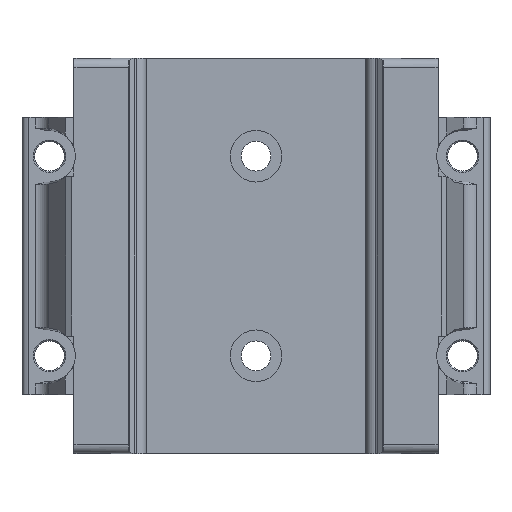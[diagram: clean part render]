
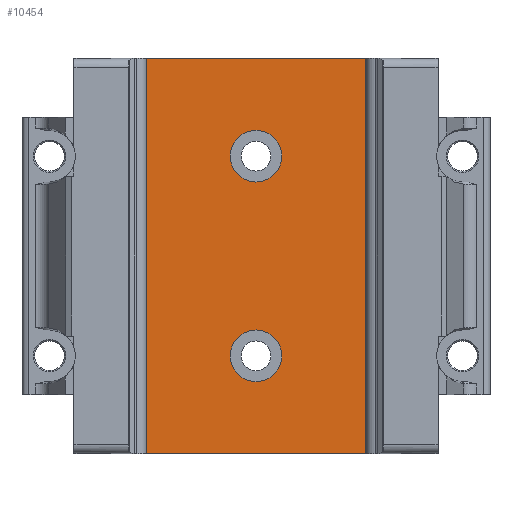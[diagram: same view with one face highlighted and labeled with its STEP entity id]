
A CAD part, front view. The second image highlights one B-rep face of the part: STEP entity #10454.
In plain terms, the highlighted planar face has unit normal (0, -1, 0).
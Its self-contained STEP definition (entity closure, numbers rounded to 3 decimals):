
#165 = EDGE_CURVE ( 'NONE', #2651, #2639, #18046, .T. ) ;
#331 = AXIS2_PLACEMENT_3D ( 'NONE', #7637, #7645, #7628 ) ;
#395 = AXIS2_PLACEMENT_3D ( 'NONE', #10731, #10748, #10750 ) ;
#404 = AXIS2_PLACEMENT_3D ( 'NONE', #10691, #10693, #10695 ) ;
#408 = AXIS2_PLACEMENT_3D ( 'NONE', #10956, #10933, #10940 ) ;
#617 = AXIS2_PLACEMENT_3D ( 'NONE', #8574, #8563, #8559 ) ;
#2466 = VERTEX_POINT ( 'NONE', #3361 ) ;
#2473 = VERTEX_POINT ( 'NONE', #3370 ) ;
#2639 = VERTEX_POINT ( 'NONE', #4010 ) ;
#2651 = VERTEX_POINT ( 'NONE', #3996 ) ;
#2659 = VERTEX_POINT ( 'NONE', #3953 ) ;
#2664 = VERTEX_POINT ( 'NONE', #3971 ) ;
#3124 = EDGE_CURVE ( 'NONE', #7827, #2466, #16935, .T. ) ;
#3186 = EDGE_CURVE ( 'NONE', #7807, #2473, #17011, .T. ) ;
#3188 = EDGE_CURVE ( 'NONE', #2664, #2659, #17005, .T. ) ;
#3205 = EDGE_CURVE ( 'NONE', #2639, #2651, #16498, .T. ) ;
#3361 = CARTESIAN_POINT ( 'NONE',  ( 17.102, 9.4, 48.85 ) ) ;
#3370 = CARTESIAN_POINT ( 'NONE',  ( -17.098, 9.4, 48.85 ) ) ;
#3523 = LINE ( 'NONE', #17139, #3529 ) ;
#3529 = VECTOR ( 'NONE', #17140, 1000. ) ;
#3771 = FACE_BOUND ( 'NONE', #15420, .T. ) ;
#3814 = FACE_BOUND ( 'NONE', #15421, .T. ) ;
#3816 = FACE_OUTER_BOUND ( 'NONE', #15425, .T. ) ;
#3929 = LINE ( 'NONE', #6047, #3947 ) ;
#3947 = VECTOR ( 'NONE', #6112, 1000. ) ;
#3953 = CARTESIAN_POINT ( 'NONE',  ( 0., 9.4, 9.4 ) ) ;
#3971 = CARTESIAN_POINT ( 'NONE',  ( 0., 9.4, 1.9 ) ) ;
#3996 = CARTESIAN_POINT ( 'NONE',  ( 0., 9.4, 38.4 ) ) ;
#4010 = CARTESIAN_POINT ( 'NONE',  ( 0., 9.4, 30.9 ) ) ;
#6036 = EDGE_CURVE ( 'NONE', #2659, #2664, #16494, .T. ) ;
#6047 = CARTESIAN_POINT ( 'NONE',  ( -17.098, 9.4, 48.85 ) ) ;
#6112 = DIRECTION ( 'NONE',  ( -1., 0., 0. ) ) ;
#7628 = DIRECTION ( 'NONE',  ( 0., 0., -1. ) ) ;
#7637 = CARTESIAN_POINT ( 'NONE',  ( 0., 9.4, 34.65 ) ) ;
#7645 = DIRECTION ( 'NONE',  ( 0., -1., 0. ) ) ;
#7807 = VERTEX_POINT ( 'NONE', #10800 ) ;
#7827 = VERTEX_POINT ( 'NONE', #10781 ) ;
#8559 = DIRECTION ( 'NONE',  ( 0., 0., 1. ) ) ;
#8563 = DIRECTION ( 'NONE',  ( 0., 1., 0. ) ) ;
#8574 = CARTESIAN_POINT ( 'NONE',  ( -17.098, 9.4, -8.6 ) ) ;
#8585 = PLANE ( 'NONE',  #617 ) ;
#10215 = EDGE_CURVE ( 'NONE', #7807, #7827, #3523, .T. ) ;
#10454 = ADVANCED_FACE ( 'NONE', ( #3814, #3771, #3816 ), #8585, .F. ) ;
#10561 = EDGE_CURVE ( 'NONE', #2466, #2473, #3929, .T. ) ;
#10691 = CARTESIAN_POINT ( 'NONE',  ( 0., 9.4, 34.65 ) ) ;
#10693 = DIRECTION ( 'NONE',  ( 0., -1., 0. ) ) ;
#10695 = DIRECTION ( 'NONE',  ( 0., 0., -1. ) ) ;
#10731 = CARTESIAN_POINT ( 'NONE',  ( 0., 9.4, 5.65 ) ) ;
#10748 = DIRECTION ( 'NONE',  ( 0., -1., 0. ) ) ;
#10750 = DIRECTION ( 'NONE',  ( 0., 0., -1. ) ) ;
#10781 = CARTESIAN_POINT ( 'NONE',  ( 17.102, 9.4, -8.55 ) ) ;
#10800 = CARTESIAN_POINT ( 'NONE',  ( -17.098, 9.4, -8.55 ) ) ;
#10929 = CARTESIAN_POINT ( 'NONE',  ( -17.098, 9.4, -8.6 ) ) ;
#10933 = DIRECTION ( 'NONE',  ( 0., -1., 0. ) ) ;
#10940 = DIRECTION ( 'NONE',  ( 0., 0., -1. ) ) ;
#10956 = CARTESIAN_POINT ( 'NONE',  ( 0., 9.4, 5.65 ) ) ;
#10960 = DIRECTION ( 'NONE',  ( 0., 0., 1. ) ) ;
#11671 = ORIENTED_EDGE ( 'NONE', *, *, #6036, .F. ) ;
#11720 = ORIENTED_EDGE ( 'NONE', *, *, #10561, .T. ) ;
#11734 = ORIENTED_EDGE ( 'NONE', *, *, #3186, .F. ) ;
#11739 = ORIENTED_EDGE ( 'NONE', *, *, #3124, .T. ) ;
#11749 = ORIENTED_EDGE ( 'NONE', *, *, #165, .F. ) ;
#11750 = ORIENTED_EDGE ( 'NONE', *, *, #10215, .T. ) ;
#11755 = ORIENTED_EDGE ( 'NONE', *, *, #3188, .F. ) ;
#11757 = ORIENTED_EDGE ( 'NONE', *, *, #3205, .F. ) ;
#15420 = EDGE_LOOP ( 'NONE', ( #11755, #11671 ) ) ;
#15421 = EDGE_LOOP ( 'NONE', ( #11757, #11749 ) ) ;
#15425 = EDGE_LOOP ( 'NONE', ( #11750, #11739, #11720, #11734 ) ) ;
#16285 = CARTESIAN_POINT ( 'NONE',  ( 17.102, 9.4, -8.6 ) ) ;
#16287 = DIRECTION ( 'NONE',  ( 0., 0., 1. ) ) ;
#16494 = CIRCLE ( 'NONE', #395, 3.75 ) ;
#16498 = CIRCLE ( 'NONE', #404, 3.75 ) ;
#16935 = LINE ( 'NONE', #16285, #16943 ) ;
#16943 = VECTOR ( 'NONE', #16287, 1000. ) ;
#17005 = CIRCLE ( 'NONE', #408, 3.75 ) ;
#17011 = LINE ( 'NONE', #10929, #17033 ) ;
#17033 = VECTOR ( 'NONE', #10960, 1000. ) ;
#17139 = CARTESIAN_POINT ( 'NONE',  ( -26.5, 9.4, -8.55 ) ) ;
#17140 = DIRECTION ( 'NONE',  ( 1., 0., 0. ) ) ;
#18046 = CIRCLE ( 'NONE', #331, 3.75 ) ;
